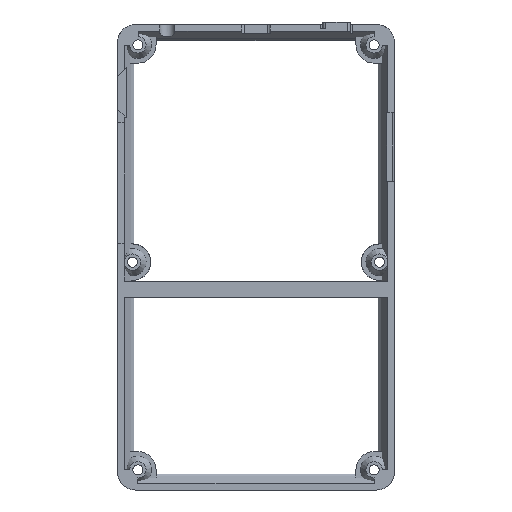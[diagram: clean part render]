
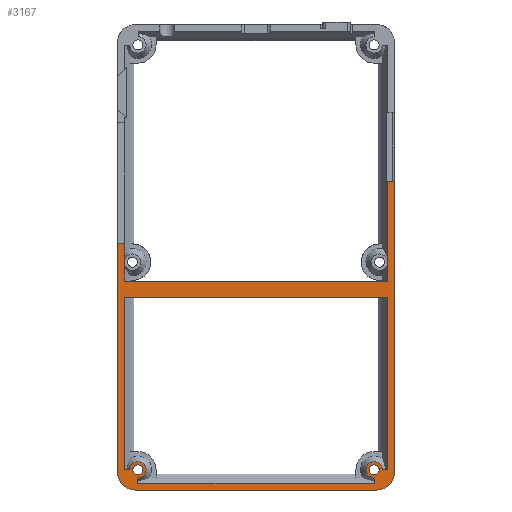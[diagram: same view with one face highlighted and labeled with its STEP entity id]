
A CAD part, front view. The second image highlights one B-rep face of the part: STEP entity #3167.
In plain terms, the highlighted planar face has unit normal (0, -1, 0).
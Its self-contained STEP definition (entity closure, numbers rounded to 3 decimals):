
#186=CIRCLE('',#3398,3.);
#188=CIRCLE('',#3404,3.);
#190=CIRCLE('',#3407,1.85);
#192=CIRCLE('',#3410,1.85);
#193=CIRCLE('',#3415,6.5);
#195=CIRCLE('',#3430,6.5);
#856=ORIENTED_EDGE('',*,*,#1118,.T.);
#857=ORIENTED_EDGE('',*,*,#1525,.T.);
#858=ORIENTED_EDGE('',*,*,#1528,.F.);
#859=ORIENTED_EDGE('',*,*,#1529,.T.);
#860=ORIENTED_EDGE('',*,*,#1502,.F.);
#861=ORIENTED_EDGE('',*,*,#1498,.T.);
#862=ORIENTED_EDGE('',*,*,#1495,.F.);
#863=ORIENTED_EDGE('',*,*,#1490,.T.);
#864=ORIENTED_EDGE('',*,*,#1489,.T.);
#865=ORIENTED_EDGE('',*,*,#1264,.T.);
#866=ORIENTED_EDGE('',*,*,#1486,.T.);
#867=ORIENTED_EDGE('',*,*,#1484,.T.);
#868=ORIENTED_EDGE('',*,*,#1482,.T.);
#869=ORIENTED_EDGE('',*,*,#1480,.T.);
#870=ORIENTED_EDGE('',*,*,#1476,.T.);
#871=ORIENTED_EDGE('',*,*,#1472,.T.);
#872=ORIENTED_EDGE('',*,*,#1469,.T.);
#873=ORIENTED_EDGE('',*,*,#1466,.T.);
#874=ORIENTED_EDGE('',*,*,#1462,.T.);
#875=ORIENTED_EDGE('',*,*,#1256,.T.);
#876=ORIENTED_EDGE('',*,*,#1459,.T.);
#877=ORIENTED_EDGE('',*,*,#1456,.T.);
#1118=EDGE_CURVE('',#1570,#1573,#1885,.T.);
#1256=EDGE_CURVE('',#1687,#1686,#1982,.T.);
#1264=EDGE_CURVE('',#1689,#1570,#1990,.T.);
#1456=EDGE_CURVE('',#1830,#1829,#2122,.T.);
#1459=EDGE_CURVE('',#1686,#1830,#2125,.T.);
#1462=EDGE_CURVE('',#1831,#1687,#2128,.T.);
#1466=EDGE_CURVE('',#1833,#1831,#2132,.T.);
#1469=EDGE_CURVE('',#1836,#1833,#186,.T.);
#1472=EDGE_CURVE('',#1840,#1836,#2135,.T.);
#1476=EDGE_CURVE('',#1841,#1840,#2139,.T.);
#1480=EDGE_CURVE('',#1843,#1841,#2143,.T.);
#1482=EDGE_CURVE('',#1829,#1843,#188,.T.);
#1484=EDGE_CURVE('',#1847,#1847,#190,.T.);
#1486=EDGE_CURVE('',#1849,#1849,#192,.T.);
#1489=EDGE_CURVE('',#1851,#1689,#2146,.T.);
#1490=EDGE_CURVE('',#1852,#1851,#2147,.T.);
#1495=EDGE_CURVE('',#1852,#1854,#2152,.T.);
#1498=EDGE_CURVE('',#1855,#1854,#193,.F.);
#1502=EDGE_CURVE('',#1855,#1856,#2158,.T.);
#1525=EDGE_CURVE('',#1573,#1867,#2179,.T.);
#1528=EDGE_CURVE('',#1868,#1867,#2182,.T.);
#1529=EDGE_CURVE('',#1868,#1856,#195,.F.);
#1570=VERTEX_POINT('',#4332);
#1573=VERTEX_POINT('',#4337);
#1686=VERTEX_POINT('',#4670);
#1687=VERTEX_POINT('',#4672);
#1689=VERTEX_POINT('',#4679);
#1829=VERTEX_POINT('',#5117);
#1830=VERTEX_POINT('',#5119);
#1831=VERTEX_POINT('',#5126);
#1833=VERTEX_POINT('',#5132);
#1836=VERTEX_POINT('',#5140);
#1840=VERTEX_POINT('',#5153);
#1841=VERTEX_POINT('',#5157);
#1843=VERTEX_POINT('',#5163);
#1847=VERTEX_POINT('',#5176);
#1849=VERTEX_POINT('',#5181);
#1851=VERTEX_POINT('',#5185);
#1852=VERTEX_POINT('',#5190);
#1854=VERTEX_POINT('',#5198);
#1855=VERTEX_POINT('',#5203);
#1856=VERTEX_POINT('',#5210);
#1867=VERTEX_POINT('',#5258);
#1868=VERTEX_POINT('',#5263);
#1885=LINE('',#4338,#2204);
#1982=LINE('',#4671,#2301);
#1990=LINE('',#4684,#2309);
#2122=LINE('',#5118,#2441);
#2125=LINE('',#5123,#2444);
#2128=LINE('',#5129,#2447);
#2132=LINE('',#5137,#2451);
#2135=LINE('',#5152,#2454);
#2139=LINE('',#5160,#2458);
#2143=LINE('',#5168,#2462);
#2146=LINE('',#5187,#2465);
#2147=LINE('',#5189,#2466);
#2152=LINE('',#5197,#2471);
#2158=LINE('',#5209,#2477);
#2179=LINE('',#5257,#2498);
#2182=LINE('',#5262,#2501);
#2204=VECTOR('',#3491,1000.);
#2301=VECTOR('',#3706,1000.);
#2309=VECTOR('',#3716,1000.);
#2441=VECTOR('',#4068,1000.);
#2444=VECTOR('',#4073,1000.);
#2447=VECTOR('',#4078,1000.);
#2451=VECTOR('',#4084,1000.);
#2454=VECTOR('',#4095,1000.);
#2458=VECTOR('',#4101,1000.);
#2462=VECTOR('',#4107,1000.);
#2465=VECTOR('',#4130,1000.);
#2466=VECTOR('',#4133,1000.);
#2471=VECTOR('',#4140,1000.);
#2477=VECTOR('',#4154,1000.);
#2498=VECTOR('',#4197,1000.);
#2501=VECTOR('',#4202,1000.);
#2664=EDGE_LOOP('',(#856,#857,#858,#859,#860,#861,#862,#863,#864,#865));
#2665=EDGE_LOOP('',(#866));
#2666=EDGE_LOOP('',(#867));
#2667=EDGE_LOOP('',(#868,#869,#870,#871,#872,#873,#874,#875,#876,#877));
#2867=FACE_BOUND('',#2664,.T.);
#2868=FACE_BOUND('',#2665,.T.);
#2869=FACE_BOUND('',#2666,.T.);
#2870=FACE_BOUND('',#2667,.T.);
#3019=PLANE('',#3429);
#3167=ADVANCED_FACE('',(#2867,#2868,#2869,#2870),#3019,.F.);
#3398=AXIS2_PLACEMENT_3D('',#5143,#4090,#4091);
#3404=AXIS2_PLACEMENT_3D('',#5171,#4112,#4113);
#3407=AXIS2_PLACEMENT_3D('',#5175,#4118,#4119);
#3410=AXIS2_PLACEMENT_3D('',#5180,#4124,#4125);
#3415=AXIS2_PLACEMENT_3D('',#5202,#4145,#4146);
#3429=AXIS2_PLACEMENT_3D('',#5261,#4200,#4201);
#3430=AXIS2_PLACEMENT_3D('',#5264,#4203,#4204);
#3491=DIRECTION('',(0.,0.,1.));
#3706=DIRECTION('',(1.,0.,0.));
#3716=DIRECTION('',(-1.,0.,0.));
#4068=DIRECTION('',(-1.,0.,0.));
#4073=DIRECTION('',(0.,0.,-1.));
#4078=DIRECTION('',(0.,0.,1.));
#4084=DIRECTION('',(-1.,0.,0.));
#4090=DIRECTION('',(0.,-1.,0.));
#4091=DIRECTION('',(1.,0.,0.));
#4095=DIRECTION('',(0.,0.,1.));
#4101=DIRECTION('',(-1.,0.,0.));
#4107=DIRECTION('',(0.,0.,-1.));
#4112=DIRECTION('',(0.,-1.,0.));
#4113=DIRECTION('',(1.,0.,0.));
#4118=DIRECTION('',(0.,1.,0.));
#4119=DIRECTION('',(1.,0.,0.));
#4124=DIRECTION('',(0.,1.,0.));
#4125=DIRECTION('',(0.,0.,1.));
#4130=DIRECTION('',(0.,0.,-1.));
#4133=DIRECTION('',(-1.,0.,0.));
#4140=DIRECTION('',(0.,0.,-1.));
#4145=DIRECTION('',(0.,1.,0.));
#4146=DIRECTION('',(0.,0.,1.));
#4154=DIRECTION('',(-1.,0.,0.));
#4197=DIRECTION('',(-1.,0.,0.));
#4200=DIRECTION('',(0.,1.,0.));
#4201=DIRECTION('',(0.,0.,1.));
#4202=DIRECTION('',(0.,0.,1.));
#4203=DIRECTION('',(0.,1.,0.));
#4204=DIRECTION('',(0.,0.,1.));
#4332=CARTESIAN_POINT('',(-48.55,-5.75,-8.75));
#4337=CARTESIAN_POINT('',(-48.55,-5.75,5.23));
#4338=CARTESIAN_POINT('',(-48.55,-5.75,-8.75));
#4670=CARTESIAN_POINT('',(48.55,-5.75,-14.75));
#4671=CARTESIAN_POINT('',(46.766,-5.75,-14.75));
#4672=CARTESIAN_POINT('',(-48.55,-5.75,-14.75));
#4679=CARTESIAN_POINT('',(48.55,-5.75,-8.75));
#4684=CARTESIAN_POINT('',(-46.766,-5.75,-8.75));
#5117=CARTESIAN_POINT('',(46.5,-5.75,-78.25));
#5118=CARTESIAN_POINT('',(46.5,-5.75,-78.25));
#5119=CARTESIAN_POINT('',(48.55,-5.75,-78.25));
#5123=CARTESIAN_POINT('',(48.55,-5.75,-14.75));
#5126=CARTESIAN_POINT('',(-48.55,-5.75,-78.25));
#5129=CARTESIAN_POINT('',(-48.55,-5.75,-78.25));
#5132=CARTESIAN_POINT('',(-46.5,-5.75,-78.25));
#5137=CARTESIAN_POINT('',(-46.5,-5.75,-78.25));
#5140=CARTESIAN_POINT('',(-43.481,-5.75,-81.25));
#5143=CARTESIAN_POINT('',(-43.5,-5.75,-78.25));
#5152=CARTESIAN_POINT('',(-43.481,-5.75,-81.25));
#5153=CARTESIAN_POINT('',(-43.481,-5.75,-83.29));
#5157=CARTESIAN_POINT('',(43.5,-5.75,-83.29));
#5160=CARTESIAN_POINT('',(43.5,-5.75,-83.29));
#5163=CARTESIAN_POINT('',(43.5,-5.75,-81.25));
#5168=CARTESIAN_POINT('',(43.5,-5.75,-81.25));
#5171=CARTESIAN_POINT('',(43.5,-5.75,-78.25));
#5175=CARTESIAN_POINT('',(-43.5,-5.75,-78.25));
#5176=CARTESIAN_POINT('',(-41.65,-5.75,-78.25));
#5180=CARTESIAN_POINT('',(43.5,-5.75,-78.25));
#5181=CARTESIAN_POINT('',(43.5,-5.75,-76.4));
#5185=CARTESIAN_POINT('',(48.55,-5.75,27.94));
#5187=CARTESIAN_POINT('',(48.55,-5.75,78.143));
#5189=CARTESIAN_POINT('',(50.95,-5.75,27.94));
#5190=CARTESIAN_POINT('',(50.95,-5.75,27.94));
#5197=CARTESIAN_POINT('',(50.95,-5.75,85.69));
#5198=CARTESIAN_POINT('',(50.95,-5.75,-79.19));
#5202=CARTESIAN_POINT('',(44.45,-5.75,-79.19));
#5203=CARTESIAN_POINT('',(44.45,-5.75,-85.69));
#5209=CARTESIAN_POINT('',(50.95,-5.75,-85.69));
#5210=CARTESIAN_POINT('',(-44.45,-5.75,-85.69));
#5257=CARTESIAN_POINT('',(-48.55,-5.75,5.23));
#5258=CARTESIAN_POINT('',(-50.95,-5.75,5.23));
#5261=CARTESIAN_POINT('',(0.,-5.75,0.));
#5262=CARTESIAN_POINT('',(-50.95,-5.75,-14.75));
#5263=CARTESIAN_POINT('',(-50.95,-5.75,-79.19));
#5264=CARTESIAN_POINT('',(-44.45,-5.75,-79.19));
